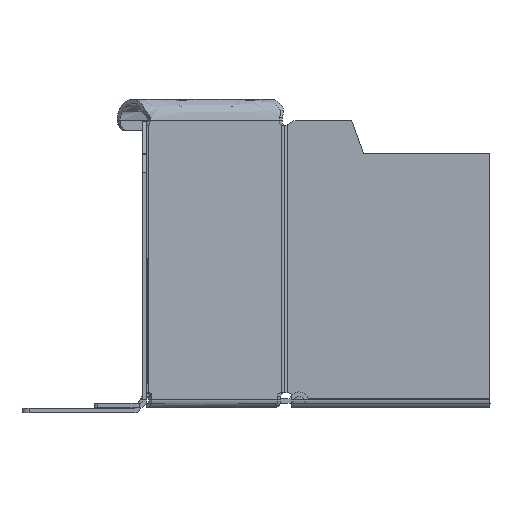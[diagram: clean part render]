
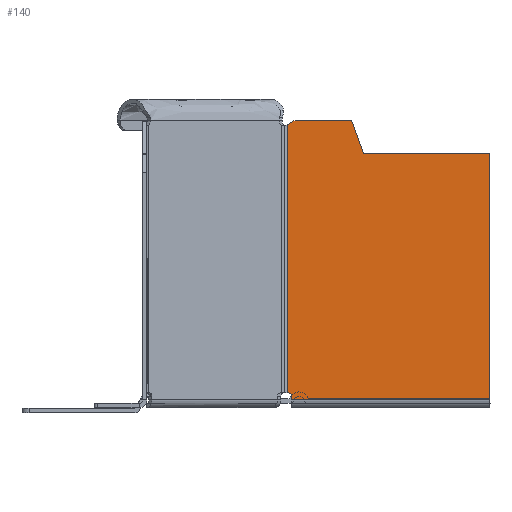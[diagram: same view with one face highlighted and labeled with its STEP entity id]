
A CAD part, front view. The second image highlights one B-rep face of the part: STEP entity #140.
In plain terms, the highlighted planar face has unit normal (0, -1, 0).
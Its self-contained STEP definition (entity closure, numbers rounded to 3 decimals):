
#140=ADVANCED_FACE('',(#544),#6069,.T.);
#544=FACE_OUTER_BOUND('',#948,.T.);
#948=EDGE_LOOP('',(#1742,#1743,#1744,#1745,#1746,#1747,#1748,#1749,#1750,
#1751,#1752));
#1742=ORIENTED_EDGE('',*,*,#3570,.T.);
#1743=ORIENTED_EDGE('',*,*,#3572,.T.);
#1744=ORIENTED_EDGE('',*,*,#3567,.T.);
#1745=ORIENTED_EDGE('',*,*,#3555,.F.);
#1746=ORIENTED_EDGE('',*,*,#3566,.T.);
#1747=ORIENTED_EDGE('',*,*,#3565,.T.);
#1748=ORIENTED_EDGE('',*,*,#3584,.T.);
#1749=ORIENTED_EDGE('',*,*,#3582,.T.);
#1750=ORIENTED_EDGE('',*,*,#3564,.T.);
#1751=ORIENTED_EDGE('',*,*,#3563,.T.);
#1752=ORIENTED_EDGE('',*,*,#3562,.F.);
#3555=EDGE_CURVE('',#5490,#5517,#4658,.T.);
#3562=EDGE_CURVE('',#5527,#5528,#4665,.T.);
#3563=EDGE_CURVE('',#5530,#5528,#4666,.T.);
#3564=EDGE_CURVE('',#5531,#5530,#4667,.T.);
#3565=EDGE_CURVE('',#5534,#5533,#4668,.T.);
#3566=EDGE_CURVE('',#5490,#5534,#4669,.T.);
#3567=EDGE_CURVE('',#5535,#5517,#4670,.T.);
#3570=EDGE_CURVE('',#5527,#5529,#4673,.T.);
#3572=EDGE_CURVE('',#5529,#5535,#4398,.T.);
#3582=EDGE_CURVE('',#5532,#5531,#4681,.T.);
#3584=EDGE_CURVE('',#5533,#5532,#4402,.T.);
#4398=(
BOUNDED_CURVE()
B_SPLINE_CURVE(2,(#9955,#9956,#9957),.UNSPECIFIED.,.F.,.F.)
B_SPLINE_CURVE_WITH_KNOTS((3,3),(0.,0.611),.UNSPECIFIED.)
CURVE()
GEOMETRIC_REPRESENTATION_ITEM()
RATIONAL_B_SPLINE_CURVE((1.,0.819,1.))
REPRESENTATION_ITEM('')
);
#4402=(
BOUNDED_CURVE()
B_SPLINE_CURVE(2,(#9983,#9984,#9985),.UNSPECIFIED.,.F.,.F.)
B_SPLINE_CURVE_WITH_KNOTS((3,3),(0.,1.571),.UNSPECIFIED.)
CURVE()
GEOMETRIC_REPRESENTATION_ITEM()
RATIONAL_B_SPLINE_CURVE((1.,0.707,1.))
REPRESENTATION_ITEM('')
);
#4658=B_SPLINE_CURVE_WITH_KNOTS('',1,(#9921,#9922),.UNSPECIFIED.,.F.,.F.,
(2,2),(-2.58,0.),.UNSPECIFIED.);
#4665=B_SPLINE_CURVE_WITH_KNOTS('',1,(#9935,#9936),.UNSPECIFIED.,.F.,.F.,
(2,2),(-36.042,0.),.UNSPECIFIED.);
#4666=B_SPLINE_CURVE_WITH_KNOTS('',1,(#9937,#9938),.UNSPECIFIED.,.F.,.F.,
(2,2),(0.,45.25),.UNSPECIFIED.);
#4667=B_SPLINE_CURVE_WITH_KNOTS('',1,(#9939,#9940),.UNSPECIFIED.,.F.,.F.,
(2,2),(-56.6,0.),.UNSPECIFIED.);
#4668=B_SPLINE_CURVE_WITH_KNOTS('',1,(#9941,#9942),.UNSPECIFIED.,.F.,.F.,
(2,2),(0.,0.231),.UNSPECIFIED.);
#4669=B_SPLINE_CURVE_WITH_KNOTS('',1,(#9943,#9944),.UNSPECIFIED.,.F.,.F.,
(2,2),(-51.459,0.),.UNSPECIFIED.);
#4670=B_SPLINE_CURVE_WITH_KNOTS('',1,(#9945,#9946),.UNSPECIFIED.,.F.,.F.,
(2,2),(-15.754,0.),.UNSPECIFIED.);
#4673=B_SPLINE_CURVE_WITH_KNOTS('',1,(#9951,#9952),.UNSPECIFIED.,.F.,.F.,
(2,2),(0.,9.76),.UNSPECIFIED.);
#4681=B_SPLINE_CURVE_WITH_KNOTS('',1,(#9979,#9980),.UNSPECIFIED.,.F.,.F.,
(2,2),(-1.,0.),.UNSPECIFIED.);
#5490=VERTEX_POINT('',#9702);
#5517=VERTEX_POINT('',#9729);
#5527=VERTEX_POINT('',#9739);
#5528=VERTEX_POINT('',#9740);
#5529=VERTEX_POINT('',#9741);
#5530=VERTEX_POINT('',#9742);
#5531=VERTEX_POINT('',#9743);
#5532=VERTEX_POINT('',#9744);
#5533=VERTEX_POINT('',#9745);
#5534=VERTEX_POINT('',#9746);
#5535=VERTEX_POINT('',#9747);
#6069=PLANE('',#6514);
#6514=AXIS2_PLACEMENT_3D('',#8811,#6774,$);
#6774=DIRECTION('',(0.,-1.,0.));
#8811=CARTESIAN_POINT('',(75.662,-251.75,3.7));
#9702=CARTESIAN_POINT('',(75.662,-251.75,82.159));
#9729=CARTESIAN_POINT('',(77.895,-251.75,83.45));
#9739=CARTESIAN_POINT('',(97.458,-251.75,73.95));
#9740=CARTESIAN_POINT('',(133.5,-251.75,73.95));
#9741=CARTESIAN_POINT('',(94.12,-251.75,83.121));
#9742=CARTESIAN_POINT('',(133.5,-251.75,3.7));
#9743=CARTESIAN_POINT('',(76.899,-251.75,3.7));
#9744=CARTESIAN_POINT('',(76.895,-251.75,4.7));
#9745=CARTESIAN_POINT('',(75.895,-251.75,5.7));
#9746=CARTESIAN_POINT('',(75.664,-251.75,5.7));
#9747=CARTESIAN_POINT('',(93.65,-251.75,83.45));
#9921=CARTESIAN_POINT('',(75.662,-251.75,82.159));
#9922=CARTESIAN_POINT('',(77.895,-251.75,83.45));
#9935=CARTESIAN_POINT('',(97.458,-251.75,73.95));
#9936=CARTESIAN_POINT('',(133.5,-251.75,73.95));
#9937=CARTESIAN_POINT('',(133.5,-251.75,3.7));
#9938=CARTESIAN_POINT('',(133.5,-251.75,73.95));
#9939=CARTESIAN_POINT('',(76.899,-251.75,3.7));
#9940=CARTESIAN_POINT('',(133.5,-251.75,3.7));
#9941=CARTESIAN_POINT('',(75.664,-251.75,5.7));
#9942=CARTESIAN_POINT('',(75.895,-251.75,5.7));
#9943=CARTESIAN_POINT('',(75.662,-251.75,82.159));
#9944=CARTESIAN_POINT('',(75.664,-251.75,5.7));
#9945=CARTESIAN_POINT('',(93.65,-251.75,83.45));
#9946=CARTESIAN_POINT('',(77.895,-251.75,83.45));
#9951=CARTESIAN_POINT('',(97.458,-251.75,73.95));
#9952=CARTESIAN_POINT('',(94.12,-251.75,83.121));
#9955=CARTESIAN_POINT('',(94.12,-251.75,83.121));
#9956=CARTESIAN_POINT('',(94.,-251.75,83.45));
#9957=CARTESIAN_POINT('',(93.65,-251.75,83.45));
#9979=CARTESIAN_POINT('',(76.895,-251.75,4.7));
#9980=CARTESIAN_POINT('',(76.899,-251.75,3.7));
#9983=CARTESIAN_POINT('',(75.895,-251.75,5.7));
#9984=CARTESIAN_POINT('',(76.895,-251.75,5.7));
#9985=CARTESIAN_POINT('',(76.895,-251.75,4.7));
